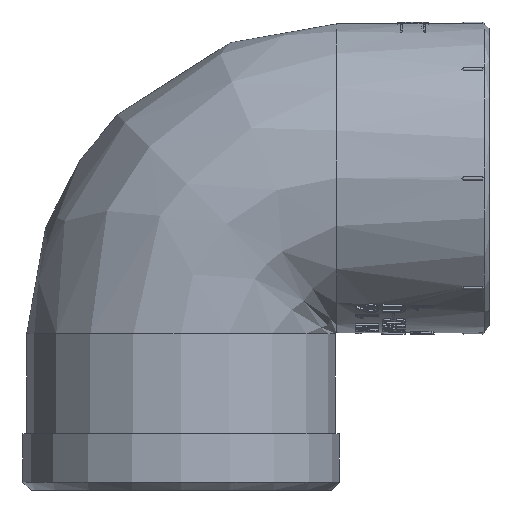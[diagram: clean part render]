
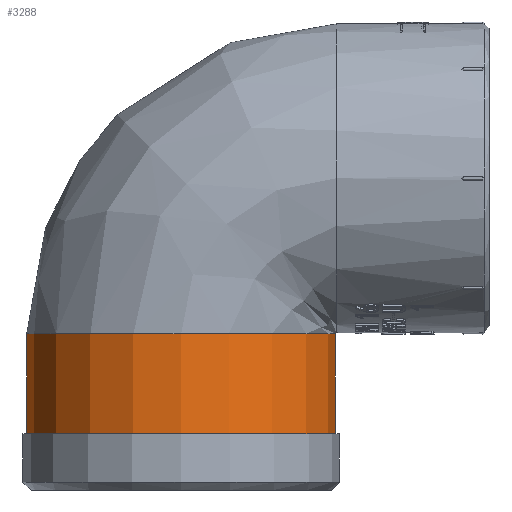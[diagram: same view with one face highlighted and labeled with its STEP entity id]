
A CAD part, left-side view. The second image highlights one B-rep face of the part: STEP entity #3288.
In plain terms, the highlighted cylindrical face has radius 20.25 mm (diameter 40.5 mm), a full revolution.
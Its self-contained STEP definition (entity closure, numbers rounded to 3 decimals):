
#3288=ADVANCED_FACE('',(#5062,#5063),#4940,.T.);
#4940=CYLINDRICAL_SURFACE('',#31933,20.25);
#5062=FACE_BOUND('',#5181,.T.);
#5063=FACE_BOUND('',#5182,.T.);
#5181=EDGE_LOOP('',(#14335));
#5182=EDGE_LOOP('',(#14336));
#14335=ORIENTED_EDGE('',*,*,#27051,.T.);
#14336=ORIENTED_EDGE('',*,*,#27050,.T.);
#23845=VERTEX_POINT('',#45458);
#23846=VERTEX_POINT('',#45572);
#27050=EDGE_CURVE('',#23845,#23845,#30634,.T.);
#27051=EDGE_CURVE('',#23846,#23846,#30635,.T.);
#30634=CIRCLE('',#31931,20.25);
#30635=CIRCLE('',#31932,20.25);
#31931=AXIS2_PLACEMENT_3D('',#45457,#36469,#36470);
#31932=AXIS2_PLACEMENT_3D('',#45571,#36471,#36472);
#31933=AXIS2_PLACEMENT_3D('',#45573,#36473,#36474);
#36469=DIRECTION('',(0.,0.,-1.));
#36470=DIRECTION('',(1.,0.,0.));
#36471=DIRECTION('',(0.,0.,1.));
#36472=DIRECTION('',(-1.,0.,0.));
#36473=DIRECTION('',(0.,0.,1.));
#36474=DIRECTION('',(-1.,0.,0.));
#45457=CARTESIAN_POINT('',(0.,-81.727,-219.05));
#45458=CARTESIAN_POINT('',(-20.25,-81.727,-219.05));
#45571=CARTESIAN_POINT('',(0.,-81.727,-238.45));
#45572=CARTESIAN_POINT('',(-20.25,-81.727,-238.45));
#45573=CARTESIAN_POINT('',(0.,-81.727,-226.25));
